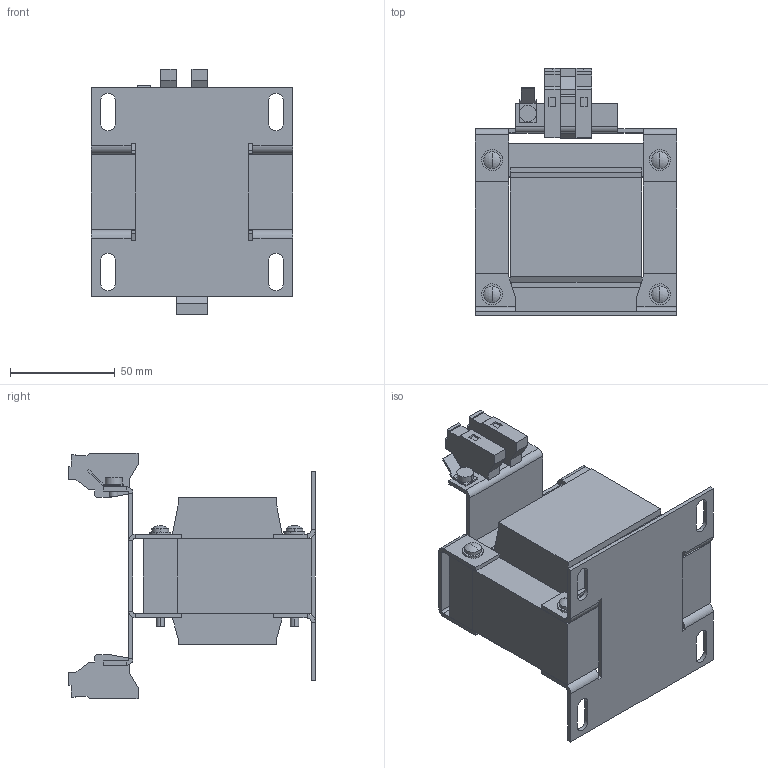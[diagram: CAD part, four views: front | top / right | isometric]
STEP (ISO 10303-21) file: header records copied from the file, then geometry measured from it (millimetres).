
FILE_DESCRIPTION (( 'STEP AP214' ), '1' );
FILE_NAME ('208962.STEP', '2020-07-21T07:34:49', ( '' ), ( '' ), 'SwSTEP 2.0', 'SolidWorks 2018', '' );
FILE_SCHEMA (( 'AUTOMOTIVE_DESIGN' ));
Length unit declared in the file: millimetre
Products named in the file (1): 208962
Bounding box: 96 x 117.7 x 117 mm (x, y, z)
Volume: 427606.4 mm3; surface area: 87192.2 mm2
Topology: 1 solids, 1 shells, 388 faces, 1014 edges, 642 vertices
Faces by surface type: plane 295, cylinder 85, sphere 8
Entity records: 11818 total; most frequent: CARTESIAN_POINT 2045, ORIENTED_EDGE 2028, DIRECTION 1986, EDGE_CURVE 1014, VECTOR 820, LINE 820, VERTEX_POINT 642, AXIS2_PLACEMENT_3D 583
